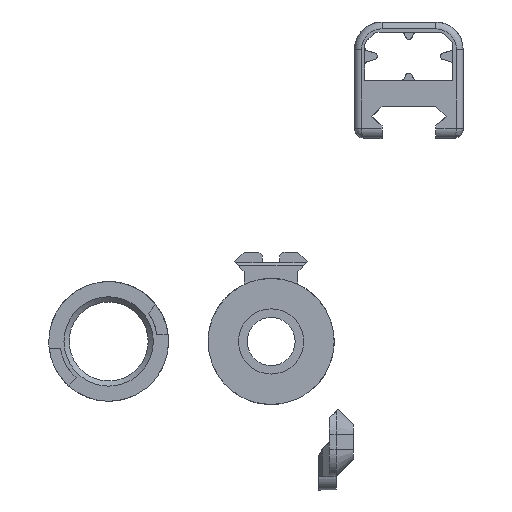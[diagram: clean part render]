
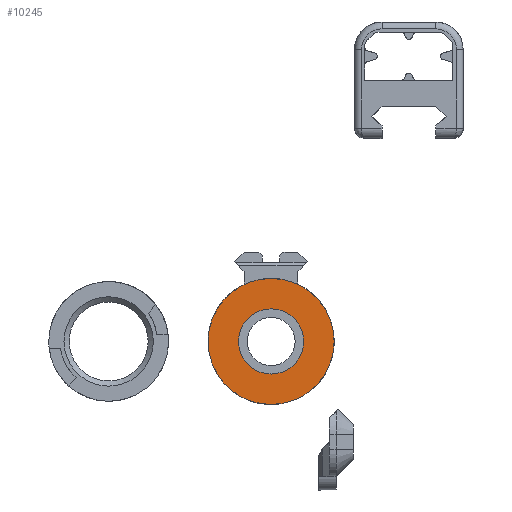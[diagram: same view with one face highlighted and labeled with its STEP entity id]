
A CAD part, front view. The second image highlights one B-rep face of the part: STEP entity #10245.
In plain terms, the highlighted planar face has unit normal (0, -1, 0).
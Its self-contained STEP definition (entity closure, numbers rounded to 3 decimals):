
#163=FACE_BOUND('',#1182,.T.);
#304=CIRCLE('',#10885,18.375);
#322=CIRCLE('',#10947,9.5);
#593=FACE_OUTER_BOUND('',#1181,.T.);
#1181=EDGE_LOOP('',(#7432));
#1182=EDGE_LOOP('',(#7433));
#4326=VERTEX_POINT('',#15161);
#4426=VERTEX_POINT('',#15772);
#5438=EDGE_CURVE('',#4326,#4326,#304,.F.);
#5544=EDGE_CURVE('',#4426,#4426,#322,.T.);
#7432=ORIENTED_EDGE('',*,*,#5438,.T.);
#7433=ORIENTED_EDGE('',*,*,#5544,.T.);
#9773=PLANE('',#10954);
#10245=ADVANCED_FACE('',(#593,#163),#9773,.T.);
#10885=AXIS2_PLACEMENT_3D('',#15162,#12121,#12122);
#10947=AXIS2_PLACEMENT_3D('',#15774,#12280,#12281);
#10954=AXIS2_PLACEMENT_3D('',#16543,#12295,#12296);
#12121=DIRECTION('center_axis',(0.,1.,0.));
#12122=DIRECTION('ref_axis',(1.,0.,0.));
#12280=DIRECTION('center_axis',(0.,1.,0.));
#12281=DIRECTION('ref_axis',(1.,0.,0.));
#12295=DIRECTION('center_axis',(0.,-1.,0.));
#12296=DIRECTION('ref_axis',(1.,0.,0.));
#15161=CARTESIAN_POINT('',(-65.998,-154.655,-54.103));
#15162=CARTESIAN_POINT('Origin',(-47.623,-154.655,-54.103));
#15772=CARTESIAN_POINT('',(-57.123,-154.655,-54.103));
#15774=CARTESIAN_POINT('Origin',(-47.623,-154.655,-54.103));
#16543=CARTESIAN_POINT('Origin',(-47.623,-154.655,-54.103));
